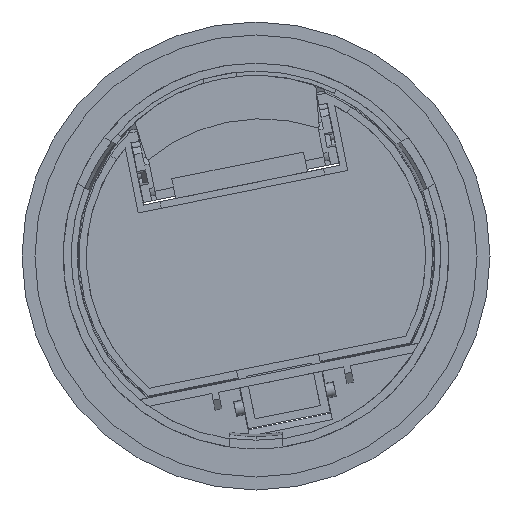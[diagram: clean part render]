
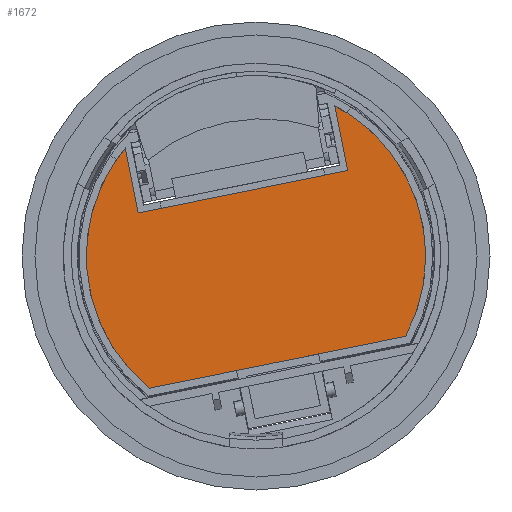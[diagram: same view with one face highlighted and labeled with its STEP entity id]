
A CAD part, front view. The second image highlights one B-rep face of the part: STEP entity #1672.
In plain terms, the highlighted face is planar.
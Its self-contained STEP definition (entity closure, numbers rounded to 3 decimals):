
#147 = LINE ( 'NONE', #4988, #3599 ) ;
#368 = EDGE_CURVE ( 'NONE', #6635, #2875, #9757, .T. ) ;
#504 = VERTEX_POINT ( 'NONE', #1292 ) ;
#994 = DIRECTION ( 'NONE',  ( -1., 0., 0. ) ) ;
#1019 = VERTEX_POINT ( 'NONE', #2863 ) ;
#1082 = ORIENTED_EDGE ( 'NONE', *, *, #1884, .F. ) ;
#1238 = EDGE_CURVE ( 'NONE', #6635, #6422, #3402, .T. ) ;
#1292 = CARTESIAN_POINT ( 'NONE',  ( 31.8, 3., -39.23 ) ) ;
#1375 = DIRECTION ( 'NONE',  ( 0., 0., 1. ) ) ;
#1381 = FACE_OUTER_BOUND ( 'NONE', #6640, .T. ) ;
#1499 = CARTESIAN_POINT ( 'NONE',  ( -31.8, 3., -39.23 ) ) ;
#1672 = ADVANCED_FACE ( 'NONE', ( #1381 ), #7001, .T. ) ;
#1730 = DIRECTION ( 'NONE',  ( 0., 0., 1. ) ) ;
#1884 = EDGE_CURVE ( 'NONE', #2875, #9923, #147, .T. ) ;
#2863 = CARTESIAN_POINT ( 'NONE',  ( 38.861, 3., 32.25 ) ) ;
#2875 = VERTEX_POINT ( 'NONE', #7484 ) ;
#3162 = AXIS2_PLACEMENT_3D ( 'NONE', #4977, #6619, #8944 ) ;
#3183 = ORIENTED_EDGE ( 'NONE', *, *, #368, .F. ) ;
#3282 = CARTESIAN_POINT ( 'NONE',  ( 0., 3., 0. ) ) ;
#3402 = CIRCLE ( 'NONE', #10144, 50.5 ) ;
#3599 = VECTOR ( 'NONE', #4188, 1000. ) ;
#3670 = ORIENTED_EDGE ( 'NONE', *, *, #6833, .F. ) ;
#4188 = DIRECTION ( 'NONE',  ( 1., 0., 0. ) ) ;
#4235 = ORIENTED_EDGE ( 'NONE', *, *, #1238, .T. ) ;
#4288 = DIRECTION ( 'NONE',  ( 0., 0., 1. ) ) ;
#4977 = CARTESIAN_POINT ( 'NONE',  ( 0., 3., 0. ) ) ;
#4988 = CARTESIAN_POINT ( 'NONE',  ( -31.8, 3., -19.5 ) ) ;
#5109 = LINE ( 'NONE', #7514, #9206 ) ;
#5359 = VECTOR ( 'NONE', #7799, 1000. ) ;
#5750 = ORIENTED_EDGE ( 'NONE', *, *, #7675, .T. ) ;
#6025 = CARTESIAN_POINT ( 'NONE',  ( -31.8, 3., -39.23 ) ) ;
#6070 = EDGE_CURVE ( 'NONE', #9923, #504, #8449, .T. ) ;
#6273 = DIRECTION ( 'NONE',  ( 0., 1., 0. ) ) ;
#6422 = VERTEX_POINT ( 'NONE', #10226 ) ;
#6619 = DIRECTION ( 'NONE',  ( 0., 1., 0. ) ) ;
#6635 = VERTEX_POINT ( 'NONE', #1499 ) ;
#6640 = EDGE_LOOP ( 'NONE', ( #4235, #3670, #5750, #9522, #1082, #3183 ) ) ;
#6833 = EDGE_CURVE ( 'NONE', #1019, #6422, #5109, .T. ) ;
#7001 = PLANE ( 'NONE',  #9875 ) ;
#7346 = DIRECTION ( 'NONE',  ( 0., 1., 0. ) ) ;
#7484 = CARTESIAN_POINT ( 'NONE',  ( -31.8, 3., -19.5 ) ) ;
#7514 = CARTESIAN_POINT ( 'NONE',  ( 55.351, 3., 32.25 ) ) ;
#7675 = EDGE_CURVE ( 'NONE', #1019, #504, #9858, .T. ) ;
#7799 = DIRECTION ( 'NONE',  ( 0., 0., -1. ) ) ;
#7859 = CARTESIAN_POINT ( 'NONE',  ( 31.8, 3., -19.5 ) ) ;
#8449 = LINE ( 'NONE', #8543, #5359 ) ;
#8543 = CARTESIAN_POINT ( 'NONE',  ( 31.8, 3., -19.5 ) ) ;
#8944 = DIRECTION ( 'NONE',  ( 0., 0., 1. ) ) ;
#9206 = VECTOR ( 'NONE', #994, 1000. ) ;
#9514 = VECTOR ( 'NONE', #4288, 1000. ) ;
#9522 = ORIENTED_EDGE ( 'NONE', *, *, #6070, .F. ) ;
#9757 = LINE ( 'NONE', #6025, #9514 ) ;
#9858 = CIRCLE ( 'NONE', #3162, 50.5 ) ;
#9875 = AXIS2_PLACEMENT_3D ( 'NONE', #10308, #6273, #1375 ) ;
#9923 = VERTEX_POINT ( 'NONE', #7859 ) ;
#10144 = AXIS2_PLACEMENT_3D ( 'NONE', #3282, #7346, #1730 ) ;
#10226 = CARTESIAN_POINT ( 'NONE',  ( -38.861, 3., 32.25 ) ) ;
#10308 = CARTESIAN_POINT ( 'NONE',  ( 0., 3., -50.5 ) ) ;
